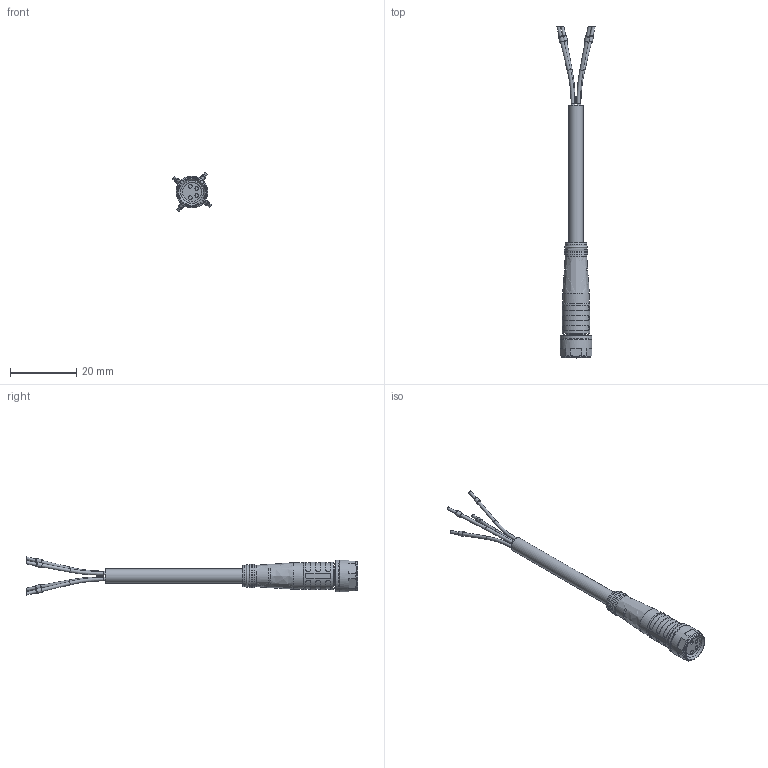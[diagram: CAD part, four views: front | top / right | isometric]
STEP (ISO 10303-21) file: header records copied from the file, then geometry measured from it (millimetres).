
FILE_DESCRIPTION(/* description */ (''),/* implementation_level */ '2;1');
FILE_NAME(/* name */ 'VKA00375.stp',/* time_stamp */ '2016-10-12T09:37:39+02:00',/* author */ ('mitarbeiter'),/* organization */ (''),/* preprocessor_version */ 'ST-DEVELOPER v15.2',/* originating_system */ 'Autodesk Inventor 2014',/* authorisation */ '');
FILE_SCHEMA (('AUTOMOTIVE_DESIGN { 1 0 10303 214 3 1 1 }'));
Length unit declared in the file: millimetre
Products named in the file (1): VKA00375
Bounding box: 11.53 x 100.05 x 11.53 mm (x, y, z)
Volume: 2306.8 mm3; surface area: 2245.9 mm2
Topology: 1 solids, 1 shells, 164 faces, 372 edges, 243 vertices
Faces by surface type: plane 74, cylinder 68, cone 11, torus 10, bspline 1
Full cylindrical faces by diameter (mm): 0.9 x4, 1 x8, 1.1 x4, 1.4 x4, 4.3 x1, 5.65 x1, 5.725 x1, 6.501 x4, 6.95 x1, 7.2 x1, 8 x1, 8.2 x1, 8.3 x1, 8.4 x1, 8.8 x1, 9.6 x2
Entity records: 4949 total; most frequent: CARTESIAN_POINT 1378, DIRECTION 711, ORIENTED_EDGE 580, AXIS2_PLACEMENT_3D 306, EDGE_CURVE 290, EDGE_LOOP 257, VERTEX_POINT 221, STYLED_ITEM 165
